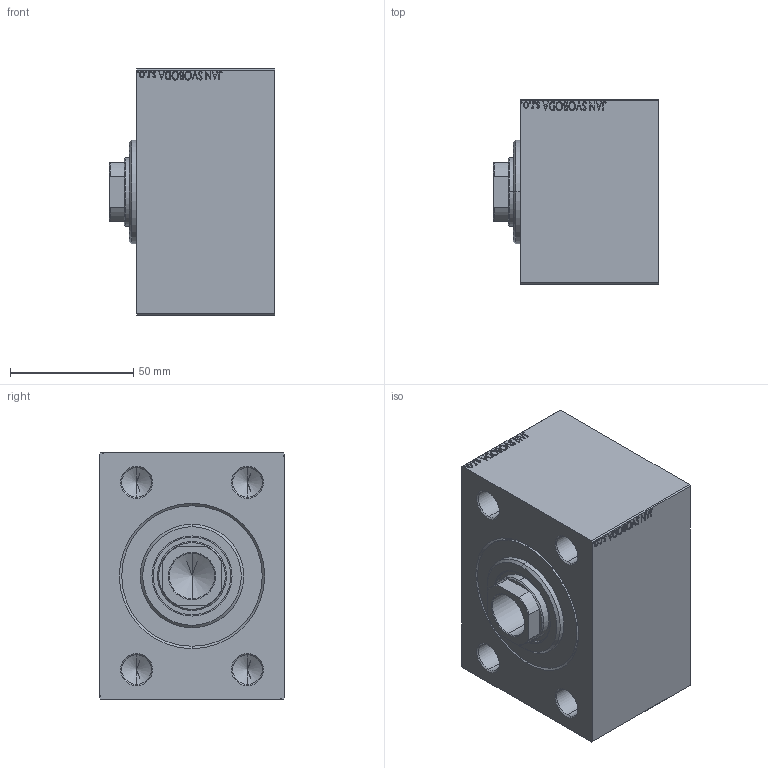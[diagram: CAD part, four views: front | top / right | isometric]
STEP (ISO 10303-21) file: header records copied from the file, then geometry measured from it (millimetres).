
FILE_DESCRIPTION (( 'STEP AP203' ), '1' );
FILE_NAME ('eb7a.STEP', '2021-11-02T05:31:39', ( '' ), ( '' ), 'SwSTEP 2.0', 'SolidWorks 2019', '' );
FILE_SCHEMA (( 'CONFIG_CONTROL_DESIGN' ));
Length unit declared in the file: millimetre
Products named in the file (4): V450CM_VC_B 84724ea6cd9e87480fdc85e03e69999c; V450CM_B 84724ea6cd9e87480fdc85e03e69999c; eb7a; V450CM_B_VCP 84724ea6cd9e87480fdc85e03e69999c
Assembly tree (3 placements, depth 2):
  eb7a
    V450CM_B 84724ea6cd9e87480fdc85e03e69999c
    V450CM_B_VCP 84724ea6cd9e87480fdc85e03e69999c
    V450CM_VC_B 84724ea6cd9e87480fdc85e03e69999c
Bounding box: 67 x 75 x 100 mm (x, y, z)
Volume: 387428.6 mm3; surface area: 71239 mm2
Topology: 3 solids, 3 shells, 875 faces, 2245 edges, 1470 vertices
Faces by surface type: plane 401, bspline 380, cylinder 48, cone 46
Entity records: 44277 total; most frequent: CARTESIAN_POINT 25230, ORIENTED_EDGE 4454, DIRECTION 2581, EDGE_CURVE 2227, VERTEX_POINT 1470, LINE 1327, VECTOR 1327, EDGE_LOOP 989
